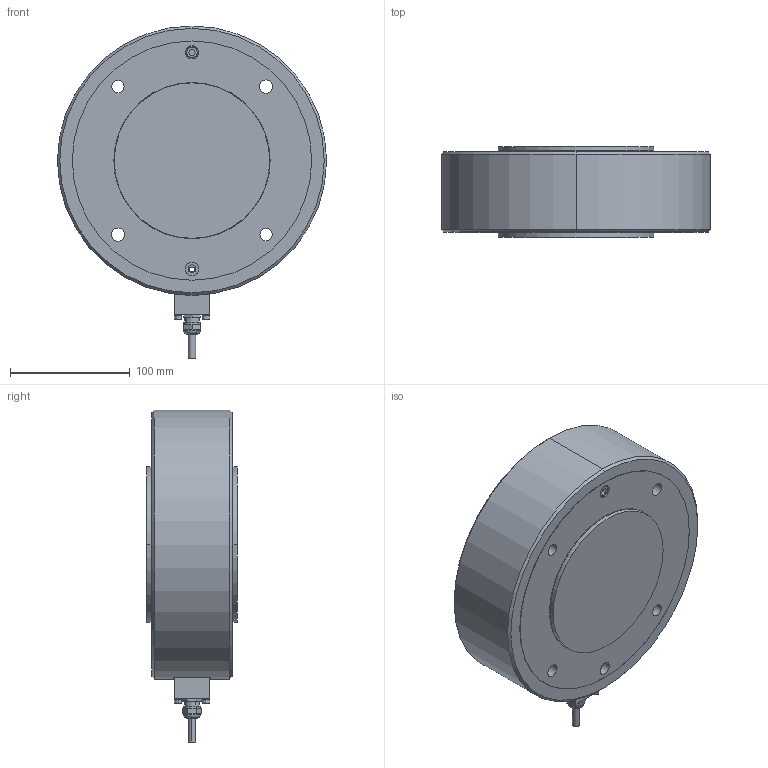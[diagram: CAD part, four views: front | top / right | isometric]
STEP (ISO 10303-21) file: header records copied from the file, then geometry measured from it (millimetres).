
FILE_DESCRIPTION (( 'STEP AP203' ), '1' );
FILE_NAME ('31102017_stp_-.step', '2020-02-17T14:04:46', ( '' ), ( '' ), 'SwSTEP 2.0', 'SolidWorks 2018', '' );
FILE_SCHEMA (( 'CONFIG_CONTROL_DESIGN' ));
Length unit declared in the file: millimetre
Products named in the file (18): Zyl-Schr DIN912_M3x25; 49151_01; Steuerkabel_6x20; 49083_01; 49531_01; 48071_01; 49651-04_stp_01; 43404.02_01; 49651-05_stp_01; 31102017_stp_-; 31101749_01; Zyl-Schr DIN912_M6x60; 31101675_01; 31101677_V-045A; 48072_01; Si-Ring DIN472_D80x2.5; PRL_21307_01; Federringe_DIN127A_M03
Assembly tree (24 placements, depth 3):
  31102017_stp_-
    49651-05_stp_01
      49651-04_stp_01
      Si-Ring DIN472_D80x2.5
    43404.02_01  x2
    49531_01
    49151_01
    48071_01
    48072_01
    31101677_V-045A
    31101675_01
    PRL_21307_01
    Zyl-Schr DIN912_M6x60
    49083_01
    Federringe_DIN127A_M03  x4
    Zyl-Schr DIN912_M3x25  x4
    31101749_01
    Steuerkabel_6x20
Bounding box: 225 x 75.9 x 277.5 mm (x, y, z)
Volume: 2388896.9 mm3; surface area: 444973.1 mm2
Topology: 52 solids, 52 shells, 736 faces, 1631 edges, 1017 vertices
Faces by surface type: cylinder 263, plane 218, torus 208, cone 45, sphere 2
Entity records: 20339 total; most frequent: DIRECTION 3691, CARTESIAN_POINT 3176, ORIENTED_EDGE 2796, AXIS2_PLACEMENT_3D 1640, EDGE_CURVE 1398, CIRCLE 973, VERTEX_POINT 871, EDGE_LOOP 749
